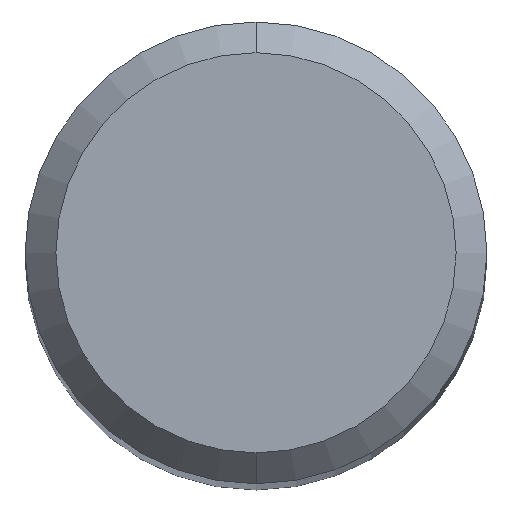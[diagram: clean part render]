
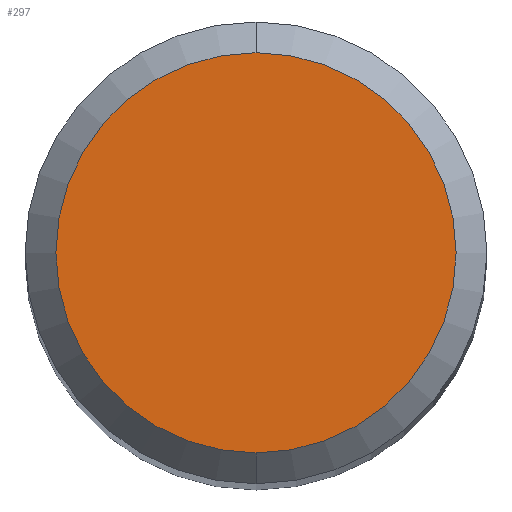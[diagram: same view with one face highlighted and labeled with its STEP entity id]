
A CAD part, top view. The second image highlights one B-rep face of the part: STEP entity #297.
In plain terms, the highlighted planar face has unit normal (0, 0, 1).
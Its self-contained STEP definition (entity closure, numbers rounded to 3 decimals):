
#235=EDGE_CURVE('',#403,#395,#547,.T.);
#255=EDGE_CURVE('',#395,#403,#567,.T.);
#297=ADVANCED_FACE('',(#617),#618,.T.);
#395=VERTEX_POINT('',#726);
#403=VERTEX_POINT('',#735);
#547=CIRCLE('',#936,2.6);
#567=CIRCLE('',#965,2.6);
#617=FACE_OUTER_BOUND('',#1026,.T.);
#618=PLANE('',#1027);
#726=CARTESIAN_POINT('',(0.,-2.6,0.0));
#735=CARTESIAN_POINT('',(0.0,2.6,0.0));
#936=AXIS2_PLACEMENT_3D('',#1496,#1497,#1498);
#965=AXIS2_PLACEMENT_3D('',#1508,#1509,#1510);
#1026=EDGE_LOOP('',(#1602,#1603));
#1027=AXIS2_PLACEMENT_3D('',#1604,#1605,#1606);
#1496=CARTESIAN_POINT('',(0.0,0.0,0.0));
#1497=DIRECTION('',(0.0,0.0,-1.0));
#1498=DIRECTION('',(0.0,1.0,0.0));
#1508=CARTESIAN_POINT('',(0.0,0.0,0.0));
#1509=DIRECTION('',(0.0,0.0,-1.0));
#1510=DIRECTION('',(0.0,1.0,0.0));
#1602=ORIENTED_EDGE('',*,*,#235,.F.);
#1603=ORIENTED_EDGE('',*,*,#255,.F.);
#1604=CARTESIAN_POINT('',(0.0,1.3,0.0));
#1605=DIRECTION('',(-0.0,0.0,1.0));
#1606=DIRECTION('',(0.0,-1.0,0.0));
